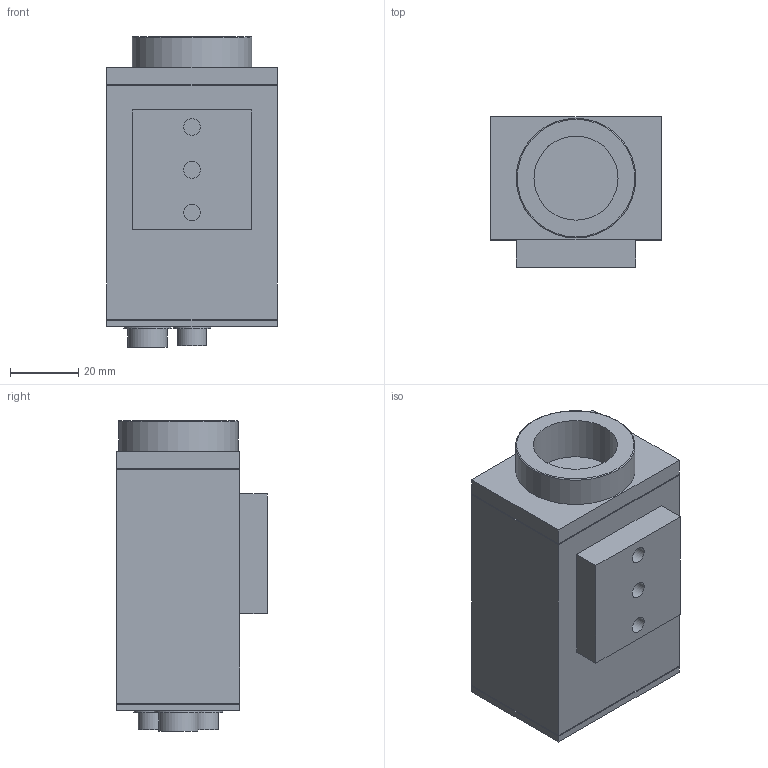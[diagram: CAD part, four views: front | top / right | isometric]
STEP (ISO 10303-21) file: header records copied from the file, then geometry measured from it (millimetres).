
FILE_DESCRIPTION((''),'2;1');
FILE_NAME('pictor_MxxE.stp','2013-10-15T11:15:57',('amarell'),(''),'Autodesk Inventor 2012','Autodesk Inventor 2012','');
FILE_SCHEMA(('AUTOMOTIVE_DESIGN { 1 0 10303 214 1 1 1 1 }'));
Length unit declared in the file: millimetre
Products named in the file (1): Pictor_MxxE
Bounding box: 50 x 44 x 91 mm (x, y, z)
Volume: 149006.2 mm3; surface area: 21593.8 mm2
Topology: 1 solids, 1 shells, 144 faces, 627 edges, 560 vertices
Faces by surface type: plane 117, cylinder 26, torus 1
Full cylindrical faces by diameter (mm): 4.92 x2, 4.98 x1, 7.1 x2, 8.5 x2, 9.5 x1, 11 x2, 11.5 x1, 14 x1, 24.6 x1, 35 x1
Entity records: 7670 total; most frequent: CARTESIAN_POINT 2321, ORIENTED_EDGE 1224, DIRECTION 787, EDGE_CURVE 612, VERTEX_POINT 560, VECTOR 391, LINE 391, EDGE_LOOP 234
